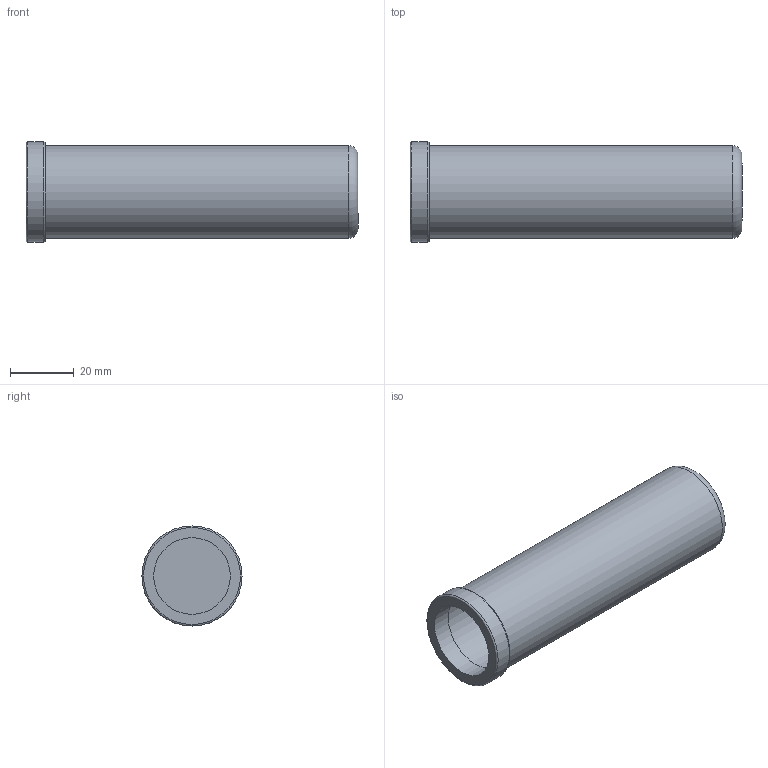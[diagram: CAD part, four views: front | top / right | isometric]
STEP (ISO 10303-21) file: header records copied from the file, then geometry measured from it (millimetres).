
FILE_DESCRIPTION(/* description */ (''),/* implementation_level */ '2;1');
FILE_NAME(/* name */ 'PRO29-1G v1.step',/* time_stamp */ '2023-09-28T00:18:58+02:00',/* author */ (''),/* organization */ (''),/* preprocessor_version */ 'ST-DEVELOPER v20',/* originating_system */ 'Autodesk Translation Framework v12.14.0.127',/* authorisation */ '');
FILE_SCHEMA (('AUTOMOTIVE_DESIGN { 1 0 10303 214 3 1 1 }'));
Length unit declared in the file: millimetre
Products named in the file (1): PRO29-1G
Bounding box: 104 x 31.38 x 31.38 mm (x, y, z)
Volume: 18695 mm3; surface area: 18863.6 mm2
Topology: 1 solids, 1 shells, 12 faces, 21 edges, 14 vertices
Faces by surface type: plane 5, cylinder 4, torus 3
Full cylindrical faces by diameter (mm): 24 x1, 26 x1, 29 x1, 31.38 x1
Entity records: 358 total; most frequent: DIRECTION 64, CARTESIAN_POINT 48, ORIENTED_EDGE 42, AXIS2_PLACEMENT_3D 30, EDGE_CURVE 21, CIRCLE 17, EDGE_LOOP 15, VERTEX_POINT 14
